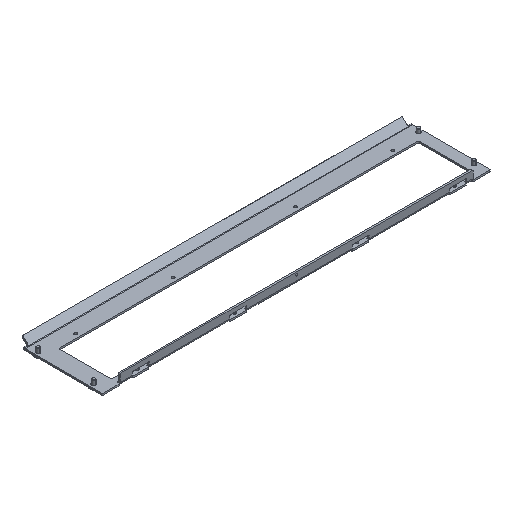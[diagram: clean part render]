
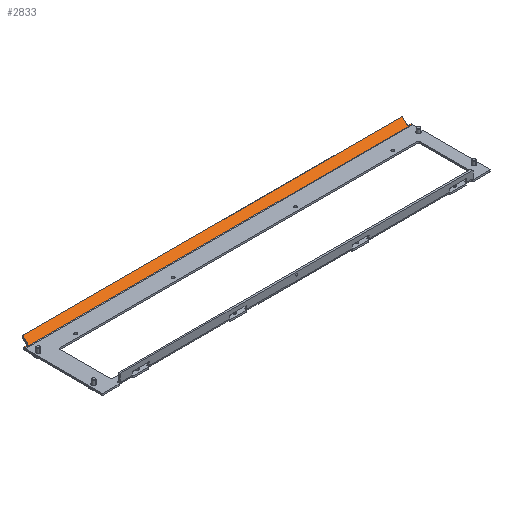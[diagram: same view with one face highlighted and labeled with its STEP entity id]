
A CAD part, isometric view. The second image highlights one B-rep face of the part: STEP entity #2833.
In plain terms, the highlighted planar face has unit normal (0, -0.707, 0.707).
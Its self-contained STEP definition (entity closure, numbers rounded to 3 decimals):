
#21 = VECTOR ( 'NONE', #5583, 1000. ) ;
#41 = CARTESIAN_POINT ( 'NONE',  ( 221.5, 53.107, 9.192 ) ) ;
#225 = PLANE ( 'NONE',  #4551 ) ;
#313 = AXIS2_PLACEMENT_3D ( 'NONE', #664, #5836, #2954 ) ;
#508 = DIRECTION ( 'NONE',  ( 1., 0., 0. ) ) ;
#564 = VERTEX_POINT ( 'NONE', #1611 ) ;
#574 = CIRCLE ( 'NONE', #1974, 1. ) ;
#654 = CARTESIAN_POINT ( 'NONE',  ( 223.5, 46.743, 2.828 ) ) ;
#664 = CARTESIAN_POINT ( 'NONE',  ( 223.5, 47.45, 3.536 ) ) ;
#688 = VERTEX_POINT ( 'NONE', #4675 ) ;
#715 = ORIENTED_EDGE ( 'NONE', *, *, #1481, .F. ) ;
#743 = AXIS2_PLACEMENT_3D ( 'NONE', #5567, #1235, #1833 ) ;
#762 = AXIS2_PLACEMENT_3D ( 'NONE', #3585, #1067, #1242 ) ;
#797 = VERTEX_POINT ( 'NONE', #987 ) ;
#872 = EDGE_CURVE ( 'NONE', #4113, #564, #1014, .T. ) ;
#947 = VECTOR ( 'NONE', #2112, 1000. ) ;
#987 = CARTESIAN_POINT ( 'NONE',  ( -222.5, 47.45, 3.536 ) ) ;
#1014 = CIRCLE ( 'NONE', #313, 1. ) ;
#1019 = EDGE_CURVE ( 'NONE', #1380, #3465, #1608, .T. ) ;
#1033 = EDGE_CURVE ( 'NONE', #4113, #4069, #3201, .T. ) ;
#1067 = DIRECTION ( 'NONE',  ( 0., -0.707, 0.707 ) ) ;
#1069 = CIRCLE ( 'NONE', #762, 1. ) ;
#1149 = CIRCLE ( 'NONE', #743, 1. ) ;
#1185 = DIRECTION ( 'NONE',  ( 0., -0.707, -0.707 ) ) ;
#1189 = CARTESIAN_POINT ( 'NONE',  ( 0., 22.164, -21.75 ) ) ;
#1235 = DIRECTION ( 'NONE',  ( 0., -0.707, 0.707 ) ) ;
#1242 = DIRECTION ( 'NONE',  ( 0., -0.707, -0.707 ) ) ;
#1280 = CARTESIAN_POINT ( 'NONE',  ( 227.5, 53.107, 9.192 ) ) ;
#1295 = VERTEX_POINT ( 'NONE', #5770 ) ;
#1373 = EDGE_CURVE ( 'NONE', #688, #3001, #4815, .T. ) ;
#1380 = VERTEX_POINT ( 'NONE', #2729 ) ;
#1481 = EDGE_CURVE ( 'NONE', #3408, #3001, #2164, .T. ) ;
#1513 = CARTESIAN_POINT ( 'NONE',  ( -221.5, 53.107, 9.192 ) ) ;
#1608 = CIRCLE ( 'NONE', #1713, 1. ) ;
#1611 = CARTESIAN_POINT ( 'NONE',  ( 222.5, 47.45, 3.536 ) ) ;
#1661 = DIRECTION ( 'NONE',  ( 1., 0., 0. ) ) ;
#1713 = AXIS2_PLACEMENT_3D ( 'NONE', #4076, #6021, #5064 ) ;
#1752 = DIRECTION ( 'NONE',  ( 0., -0.707, 0.707 ) ) ;
#1833 = DIRECTION ( 'NONE',  ( 0., -0.707, -0.707 ) ) ;
#1955 = EDGE_LOOP ( 'NONE', ( #2338, #5993, #715, #4962, #5735, #2807, #4397, #1983, #4612, #5159, #4349, #2444 ) ) ;
#1974 = AXIS2_PLACEMENT_3D ( 'NONE', #4244, #1991, #5688 ) ;
#1983 = ORIENTED_EDGE ( 'NONE', *, *, #1019, .T. ) ;
#1991 = DIRECTION ( 'NONE',  ( 0., 0.707, -0.707 ) ) ;
#2045 = CARTESIAN_POINT ( 'NONE',  ( 227.47, 46.207, 2.293 ) ) ;
#2076 = VECTOR ( 'NONE', #3512, 1000. ) ;
#2112 = DIRECTION ( 'NONE',  ( -1., 0., 0. ) ) ;
#2164 = LINE ( 'NONE', #1280, #4422 ) ;
#2338 = ORIENTED_EDGE ( 'NONE', *, *, #5799, .F. ) ;
#2444 = ORIENTED_EDGE ( 'NONE', *, *, #872, .T. ) ;
#2533 = EDGE_CURVE ( 'NONE', #4946, #3465, #2589, .T. ) ;
#2589 = LINE ( 'NONE', #4420, #947 ) ;
#2673 = DIRECTION ( 'NONE',  ( 0., -0.707, 0.707 ) ) ;
#2729 = CARTESIAN_POINT ( 'NONE',  ( -226.5, 46.743, 2.828 ) ) ;
#2755 = VECTOR ( 'NONE', #508, 1000. ) ;
#2807 = ORIENTED_EDGE ( 'NONE', *, *, #5594, .T. ) ;
#2833 = ADVANCED_FACE ( 'NONE', ( #4601 ), #225, .T. ) ;
#2886 = VERTEX_POINT ( 'NONE', #3715 ) ;
#2941 = CARTESIAN_POINT ( 'NONE',  ( 226.5, 46.743, 2.828 ) ) ;
#2954 = DIRECTION ( 'NONE',  ( 0., -0.707, -0.707 ) ) ;
#3001 = VERTEX_POINT ( 'NONE', #41 ) ;
#3107 = CARTESIAN_POINT ( 'NONE',  ( -227.47, 46.207, 2.293 ) ) ;
#3132 = EDGE_CURVE ( 'NONE', #4946, #4069, #1149, .T. ) ;
#3166 = DIRECTION ( 'NONE',  ( 0., -0.707, -0.707 ) ) ;
#3201 = LINE ( 'NONE', #5987, #21 ) ;
#3355 = LINE ( 'NONE', #5251, #2755 ) ;
#3408 = VERTEX_POINT ( 'NONE', #1513 ) ;
#3465 = VERTEX_POINT ( 'NONE', #3107 ) ;
#3473 = VECTOR ( 'NONE', #5587, 1000. ) ;
#3512 = DIRECTION ( 'NONE',  ( 0., -0.707, -0.707 ) ) ;
#3585 = CARTESIAN_POINT ( 'NONE',  ( -221.5, 52.399, 8.485 ) ) ;
#3653 = EDGE_CURVE ( 'NONE', #1380, #2886, #3355, .T. ) ;
#3715 = CARTESIAN_POINT ( 'NONE',  ( -223.5, 46.743, 2.828 ) ) ;
#4069 = VERTEX_POINT ( 'NONE', #2941 ) ;
#4076 = CARTESIAN_POINT ( 'NONE',  ( -226.5, 46.036, 2.121 ) ) ;
#4113 = VERTEX_POINT ( 'NONE', #654 ) ;
#4175 = CARTESIAN_POINT ( 'NONE',  ( -222.5, 22.164, -21.75 ) ) ;
#4244 = CARTESIAN_POINT ( 'NONE',  ( -223.5, 47.45, 3.536 ) ) ;
#4349 = ORIENTED_EDGE ( 'NONE', *, *, #1033, .F. ) ;
#4397 = ORIENTED_EDGE ( 'NONE', *, *, #3653, .F. ) ;
#4420 = CARTESIAN_POINT ( 'NONE',  ( 227.5, 46.207, 2.293 ) ) ;
#4422 = VECTOR ( 'NONE', #1661, 1000. ) ;
#4551 = AXIS2_PLACEMENT_3D ( 'NONE', #1189, #2673, #3166 ) ;
#4601 = FACE_OUTER_BOUND ( 'NONE', #1955, .T. ) ;
#4612 = ORIENTED_EDGE ( 'NONE', *, *, #2533, .F. ) ;
#4675 = CARTESIAN_POINT ( 'NONE',  ( 222.5, 52.399, 8.485 ) ) ;
#4815 = CIRCLE ( 'NONE', #5406, 1. ) ;
#4946 = VERTEX_POINT ( 'NONE', #2045 ) ;
#4962 = ORIENTED_EDGE ( 'NONE', *, *, #5288, .T. ) ;
#5064 = DIRECTION ( 'NONE',  ( 0., -0.707, -0.707 ) ) ;
#5122 = LINE ( 'NONE', #4175, #3473 ) ;
#5159 = ORIENTED_EDGE ( 'NONE', *, *, #3132, .T. ) ;
#5251 = CARTESIAN_POINT ( 'NONE',  ( 0., 46.743, 2.828 ) ) ;
#5288 = EDGE_CURVE ( 'NONE', #3408, #1295, #1069, .T. ) ;
#5406 = AXIS2_PLACEMENT_3D ( 'NONE', #5482, #1752, #1185 ) ;
#5482 = CARTESIAN_POINT ( 'NONE',  ( 221.5, 52.399, 8.485 ) ) ;
#5567 = CARTESIAN_POINT ( 'NONE',  ( 226.5, 46.036, 2.121 ) ) ;
#5583 = DIRECTION ( 'NONE',  ( 1., 0., 0. ) ) ;
#5587 = DIRECTION ( 'NONE',  ( 0., 0.707, 0.707 ) ) ;
#5594 = EDGE_CURVE ( 'NONE', #797, #2886, #574, .T. ) ;
#5688 = DIRECTION ( 'NONE',  ( 0., -0.707, -0.707 ) ) ;
#5735 = ORIENTED_EDGE ( 'NONE', *, *, #5899, .F. ) ;
#5770 = CARTESIAN_POINT ( 'NONE',  ( -222.5, 52.399, 8.485 ) ) ;
#5799 = EDGE_CURVE ( 'NONE', #688, #564, #5896, .T. ) ;
#5836 = DIRECTION ( 'NONE',  ( 0., 0.707, -0.707 ) ) ;
#5868 = CARTESIAN_POINT ( 'NONE',  ( 222.5, 22.164, -21.75 ) ) ;
#5896 = LINE ( 'NONE', #5868, #2076 ) ;
#5899 = EDGE_CURVE ( 'NONE', #797, #1295, #5122, .T. ) ;
#5987 = CARTESIAN_POINT ( 'NONE',  ( 0., 46.743, 2.828 ) ) ;
#5993 = ORIENTED_EDGE ( 'NONE', *, *, #1373, .T. ) ;
#6021 = DIRECTION ( 'NONE',  ( 0., -0.707, 0.707 ) ) ;
